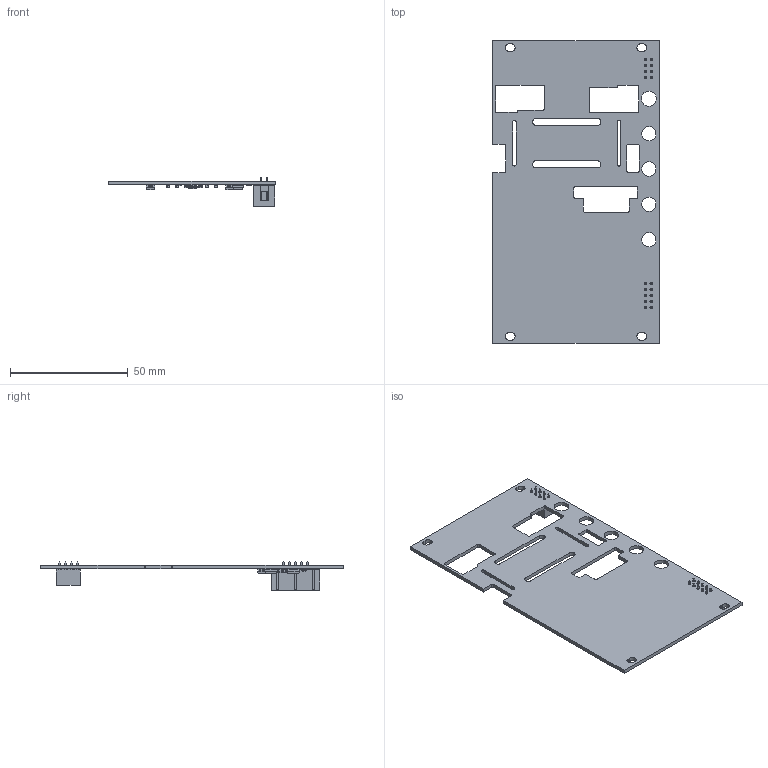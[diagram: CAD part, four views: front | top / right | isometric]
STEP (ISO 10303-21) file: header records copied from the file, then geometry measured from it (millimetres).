
FILE_DESCRIPTION(('KiCad electronic assembly'),'2;1');
FILE_NAME('pocket-operator-eurorack.step','2021-12-28T15:54:15',( 'An Author'),('A Company'),'Open CASCADE STEP processor 7.5', 'KiCad to STEP converter','Unknown');
FILE_SCHEMA(('AUTOMOTIVE_DESIGN { 1 0 10303 214 1 1 1 1 }'));
Length unit declared in the file: millimetre
Products named in the file (16): Open CASCADE STEP translator 7.5 1; C_0805_2012Metric; SOLID; D_SMB; IDC-Header_2x05_P2.54mm_Vertical; R_0805_2012Metric; SOT-223; PinSocket_2x04_P2.54mm_Vertical; LED_0805_2012Metric; COMPOUND
Assembly tree (30 placements, depth 3):
  Open CASCADE STEP translator 7.5 1
    C_0805_2012Metric  x6
      SOLID
    D_SMB  x3
      SOLID
    IDC-Header_2x05_P2.54mm_Vertical
      SOLID
    R_0805_2012Metric  x8
      SOLID
    SOT-223
      SOLID
    PinSocket_2x04_P2.54mm_Vertical
      SOLID
    LED_0805_2012Metric  x2
      SOLID
    COMPOUND
Bounding box: 70.8 x 128.5 x 12.2 mm (x, y, z)
Volume: 13831.9 mm3; surface area: 19661.6 mm2
Topology: 23 solids, 23 shells, 1268 faces, 3271 edges, 2112 vertices
Faces by surface type: plane 970, cylinder 252, bspline 46
Full cylindrical faces by diameter (mm): 1 x24, 6.1 x4, 6.35 x1
Entity records: 57004 total; most frequent: CARTESIAN_POINT 9033, DIRECTION 8002, LINE 5686, VECTOR 5686, ORIENTED_EDGE 4180, PCURVE 4180, DEFINITIONAL_REPRESENTATION 4180, EDGE_CURVE 2090
